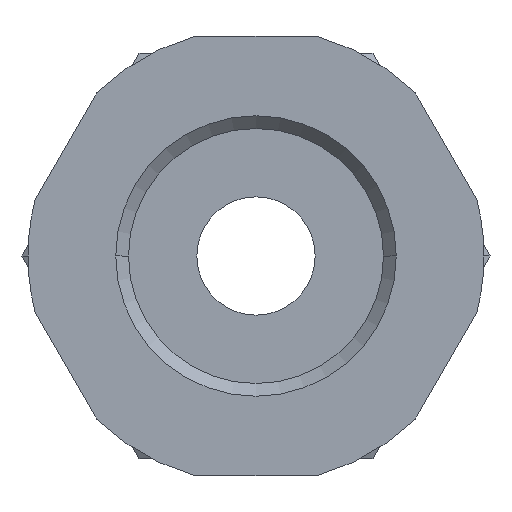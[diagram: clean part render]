
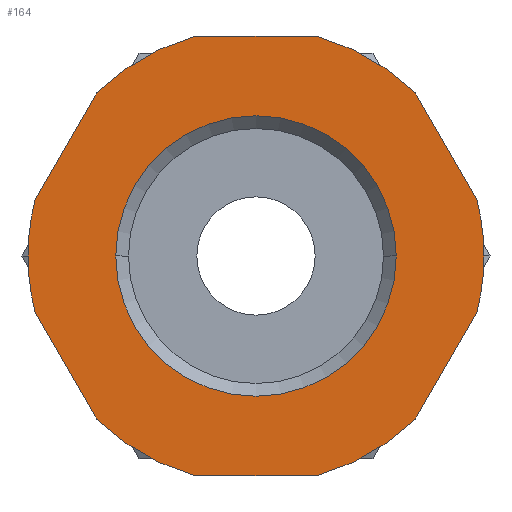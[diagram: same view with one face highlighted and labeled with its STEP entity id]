
A CAD part, front view. The second image highlights one B-rep face of the part: STEP entity #164.
In plain terms, the highlighted planar face has unit normal (0, -1, 0).
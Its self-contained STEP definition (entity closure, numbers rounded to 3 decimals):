
#164=ADVANCED_FACE('',(#399,#400),#401,.T.);
#399=FACE_BOUND('',#714,.T.);
#400=FACE_OUTER_BOUND('',#715,.T.);
#401=PLANE('',#716);
#714=EDGE_LOOP('',(#1136,#1137));
#715=EDGE_LOOP('',(#1138,#1139,#1140,#1141,#1142,#1143,#1144,#1145,#1146,#1147,#1148,#1149,#1150,#1151));
#716=AXIS2_PLACEMENT_3D('',#1152,#1153,#1154);
#1136=ORIENTED_EDGE('',*,*,#1781,.T.);
#1137=ORIENTED_EDGE('',*,*,#1886,.T.);
#1138=ORIENTED_EDGE('',*,*,#1887,.T.);
#1139=ORIENTED_EDGE('',*,*,#1888,.F.);
#1140=ORIENTED_EDGE('',*,*,#1889,.T.);
#1141=ORIENTED_EDGE('',*,*,#1890,.F.);
#1142=ORIENTED_EDGE('',*,*,#1786,.T.);
#1143=ORIENTED_EDGE('',*,*,#1891,.F.);
#1144=ORIENTED_EDGE('',*,*,#1818,.F.);
#1145=ORIENTED_EDGE('',*,*,#1892,.T.);
#1146=ORIENTED_EDGE('',*,*,#1798,.F.);
#1147=ORIENTED_EDGE('',*,*,#1893,.T.);
#1148=ORIENTED_EDGE('',*,*,#1894,.F.);
#1149=ORIENTED_EDGE('',*,*,#1895,.T.);
#1150=ORIENTED_EDGE('',*,*,#1896,.F.);
#1151=ORIENTED_EDGE('',*,*,#1793,.F.);
#1152=CARTESIAN_POINT('',(6.75,0.0,0.0));
#1153=DIRECTION('',(-0.0,-1.0,-0.0));
#1154=DIRECTION('',(-1.0,0.0,0.0));
#1781=EDGE_CURVE('',#2097,#2095,#2098,.T.);
#1786=EDGE_CURVE('',#2106,#2103,#2107,.T.);
#1793=EDGE_CURVE('',#2117,#2113,#2119,.T.);
#1798=EDGE_CURVE('',#2126,#2121,#2128,.T.);
#1818=EDGE_CURVE('',#2162,#2157,#2164,.T.);
#1886=EDGE_CURVE('',#2095,#2097,#2275,.T.);
#1887=EDGE_CURVE('',#2117,#2276,#2277,.T.);
#1888=EDGE_CURVE('',#2278,#2276,#2279,.T.);
#1889=EDGE_CURVE('',#2278,#2280,#2281,.T.);
#1890=EDGE_CURVE('',#2106,#2280,#2282,.T.);
#1891=EDGE_CURVE('',#2157,#2103,#2283,.T.);
#1892=EDGE_CURVE('',#2162,#2121,#2284,.T.);
#1893=EDGE_CURVE('',#2126,#2285,#2286,.T.);
#1894=EDGE_CURVE('',#2287,#2285,#2288,.T.);
#1895=EDGE_CURVE('',#2287,#2289,#2290,.T.);
#1896=EDGE_CURVE('',#2113,#2289,#2291,.T.);
#2095=VERTEX_POINT('',#2535);
#2097=VERTEX_POINT('',#2538);
#2098=CIRCLE('',#2539,8.305);
#2103=VERTEX_POINT('',#2545);
#2106=VERTEX_POINT('',#2549);
#2107=LINE('',#2550,#2551);
#2113=VERTEX_POINT('',#2559);
#2117=VERTEX_POINT('',#2564);
#2119=CIRCLE('',#2567,13.5);
#2121=VERTEX_POINT('',#2569);
#2126=VERTEX_POINT('',#2575);
#2128=CIRCLE('',#2578,13.5);
#2157=VERTEX_POINT('',#2613);
#2162=VERTEX_POINT('',#2619);
#2164=CIRCLE('',#2622,13.5);
#2275=CIRCLE('',#2851,8.305);
#2276=VERTEX_POINT('',#2852);
#2277=LINE('',#2853,#2854);
#2278=VERTEX_POINT('',#2855);
#2279=CIRCLE('',#2856,13.5);
#2280=VERTEX_POINT('',#2857);
#2281=LINE('',#2858,#2859);
#2282=CIRCLE('',#2860,13.5);
#2283=CIRCLE('',#2861,13.5);
#2284=LINE('',#2862,#2863);
#2285=VERTEX_POINT('',#2864);
#2286=LINE('',#2865,#2866);
#2287=VERTEX_POINT('',#2867);
#2288=CIRCLE('',#2868,13.5);
#2289=VERTEX_POINT('',#2869);
#2290=LINE('',#2870,#2871);
#2291=CIRCLE('',#2872,13.5);
#2535=CARTESIAN_POINT('',(8.305,0.0,0.));
#2538=CARTESIAN_POINT('',(-8.305,0.0,0.));
#2539=AXIS2_PLACEMENT_3D('',#3317,#3318,#3319);
#2545=CARTESIAN_POINT('',(13.078,0.0,-3.348));
#2549=CARTESIAN_POINT('',(9.438,0.0,-9.652));
#2550=CARTESIAN_POINT('',(12.102,0.0,-5.039));
#2551=VECTOR('',#3325,1.0);
#2559=CARTESIAN_POINT('',(-13.5,0.0,0.));
#2564=CARTESIAN_POINT('',(-13.078,0.0,-3.348));
#2567=AXIS2_PLACEMENT_3D('',#3333,#3334,#3335);
#2569=CARTESIAN_POINT('',(9.438,0.0,9.652));
#2575=CARTESIAN_POINT('',(3.64,0.0,13.0));
#2578=AXIS2_PLACEMENT_3D('',#3341,#3342,#3343);
#2613=CARTESIAN_POINT('',(13.5,0.0,0.));
#2619=CARTESIAN_POINT('',(13.078,0.0,3.348));
#2622=AXIS2_PLACEMENT_3D('',#3373,#3374,#3375);
#2851=AXIS2_PLACEMENT_3D('',#3473,#3474,#3475);
#2852=CARTESIAN_POINT('',(-9.438,0.0,-9.652));
#2853=CARTESIAN_POINT('',(-10.415,0.0,-7.961));
#2854=VECTOR('',#3476,1.0);
#2855=CARTESIAN_POINT('',(-3.64,0.0,-13.0));
#2856=AXIS2_PLACEMENT_3D('',#3477,#3478,#3479);
#2857=CARTESIAN_POINT('',(3.64,0.0,-13.0));
#2858=CARTESIAN_POINT('',(3.375,0.0,-13.0));
#2859=VECTOR('',#3480,1.0);
#2860=AXIS2_PLACEMENT_3D('',#3481,#3482,#3483);
#2861=AXIS2_PLACEMENT_3D('',#3484,#3485,#3486);
#2862=CARTESIAN_POINT('',(12.102,0.0,5.039));
#2863=VECTOR('',#3487,1.0);
#2864=CARTESIAN_POINT('',(-3.64,0.0,13.0));
#2865=CARTESIAN_POINT('',(3.375,0.0,13.0));
#2866=VECTOR('',#3488,1.0);
#2867=CARTESIAN_POINT('',(-9.438,0.0,9.652));
#2868=AXIS2_PLACEMENT_3D('',#3489,#3490,#3491);
#2869=CARTESIAN_POINT('',(-13.078,0.0,3.348));
#2870=CARTESIAN_POINT('',(-10.415,0.0,7.961));
#2871=VECTOR('',#3492,1.0);
#2872=AXIS2_PLACEMENT_3D('',#3493,#3494,#3495);
#3317=CARTESIAN_POINT('',(0.0,0.0,0.0));
#3318=DIRECTION('',(-0.0,1.0,0.0));
#3319=DIRECTION('',(1.0,0.0,0.0));
#3325=DIRECTION('',(0.5,-0.0,0.866));
#3333=CARTESIAN_POINT('',(0.0,0.0,0.0));
#3334=DIRECTION('',(-0.0,1.0,0.0));
#3335=DIRECTION('',(1.0,0.0,0.0));
#3341=CARTESIAN_POINT('',(0.0,0.0,0.0));
#3342=DIRECTION('',(-0.0,1.0,0.0));
#3343=DIRECTION('',(1.0,0.0,0.0));
#3373=CARTESIAN_POINT('',(0.0,0.0,0.0));
#3374=DIRECTION('',(-0.0,1.0,0.0));
#3375=DIRECTION('',(1.0,0.0,0.0));
#3473=CARTESIAN_POINT('',(0.0,0.0,0.0));
#3474=DIRECTION('',(-0.0,1.0,0.0));
#3475=DIRECTION('',(1.0,0.0,0.0));
#3476=DIRECTION('',(0.5,0.0,-0.866));
#3477=CARTESIAN_POINT('',(0.0,0.0,0.0));
#3478=DIRECTION('',(-0.0,1.0,0.0));
#3479=DIRECTION('',(1.0,0.0,0.0));
#3480=DIRECTION('',(1.0,-0.0,0.0));
#3481=CARTESIAN_POINT('',(0.0,0.0,0.0));
#3482=DIRECTION('',(-0.0,1.0,0.0));
#3483=DIRECTION('',(1.0,0.0,0.0));
#3484=CARTESIAN_POINT('',(0.0,0.0,0.0));
#3485=DIRECTION('',(-0.0,1.0,0.0));
#3486=DIRECTION('',(1.0,0.0,0.0));
#3487=DIRECTION('',(-0.5,0.0,0.866));
#3488=DIRECTION('',(-1.0,0.0,0.));
#3489=CARTESIAN_POINT('',(0.0,0.0,0.0));
#3490=DIRECTION('',(-0.0,1.0,0.0));
#3491=DIRECTION('',(1.0,0.0,0.0));
#3492=DIRECTION('',(-0.5,0.0,-0.866));
#3493=CARTESIAN_POINT('',(0.0,0.0,0.0));
#3494=DIRECTION('',(-0.0,1.0,0.0));
#3495=DIRECTION('',(1.0,0.0,0.0));
